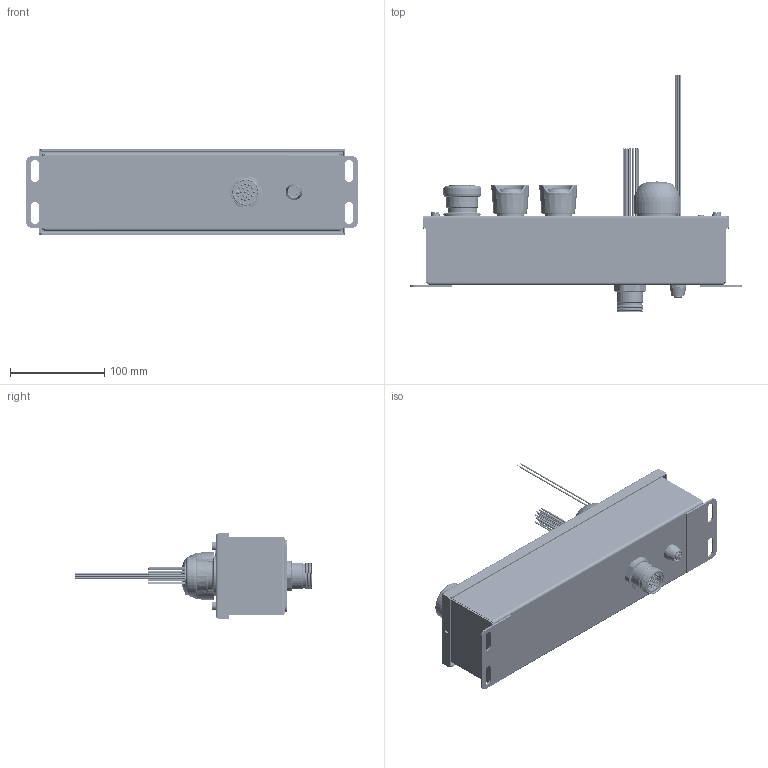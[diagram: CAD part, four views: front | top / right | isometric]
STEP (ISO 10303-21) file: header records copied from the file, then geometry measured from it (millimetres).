
FILE_DESCRIPTION((''),'2;1');
FILE_NAME('201303_ASM','2017-06-02T',('PDMAdmin'),('BANNER ENGINEERING'),'CREO PARAMETRIC BY PTC INC, 2016260','CREO PARAMETRIC BY PTC INC, 2016260','');
FILE_SCHEMA(('CONFIG_CONTROL_DESIGN'));
Length unit declared in the file: inch
Products named in the file (93): SCE-5PB1_AF0; SCE-5PB2_193592; SCE-5PB3; SCE-5PB4; SCE-5PB6; SCE-5PB7; SCE-5PB8; SCE-5PB9; SCE-5PB10; SCE-5PB11; SCE-5PB12; SCE-5PB13; SCE-5PB14; SCE-5PB15; SCE-5PB16; SCE-5PB17; SCE-5PB18; SCE-5PB19; SCE-5PB_193592_AF1_ASM; 193592_ASM; 42206; 179383; 133592; 128008; 08427; 168909; 171611_ASM; 200770_GENERIC; 126458; 41089_NO_ORING; 129626_ASM; 159877_ASM; 189438; 27772; 34385_AF1; 115406_7; 173130; 173126; 22AWG20IN_AF0; 22AWG20IN_AF1 ...
Assembly tree (99 placements, depth 4):
  201303_ASM
    193592_ASM
      SCE-5PB_193592_AF1_ASM
        SCE-5PB1_AF0
        SCE-5PB2_193592
        SCE-5PB3
        SCE-5PB4  x2
        SCE-5PB6
        SCE-5PB7
        SCE-5PB8
        SCE-5PB9
        SCE-5PB10
        SCE-5PB11
        SCE-5PB12
        SCE-5PB13
        SCE-5PB14
        SCE-5PB15
        SCE-5PB16
        SCE-5PB17
        SCE-5PB18
        SCE-5PB19
    42206
    179383  x2
    171611_ASM  x2
      133592
      128008
      08427
      168909
    159877_ASM
      200770_GENERIC
      129626_ASM
        126458
        128008
        41089_NO_ORING
    189438  x4
    27772
    199412_ASM
      34385_AF0_ASM
        34385_AF1
        115406_7
        173130
        173126
        22AWG20IN_AF0
        22AWG20IN_AF1
        22AWG20IN_AF2
        22AWG20IN_AF3
        22AWG20IN_AF4
    199274_ASM
      MIN-19MR-ZZ_ASM
        MIN-XMR3-1-SOLID1
        EPOXY-1-SOLID1
        313G-1-SOLID1
        212M-1-SOLID1
        MIN-19MR-ASSY-ZZ-1_MIN-19MR-INS
        MIN-19MR-ASSY-ZZ-1_MIC3-PIN-C-7
        MIN-19MR-ASSY-ZZ-1_MIC3-PIN-C-3
        MIN-19MR-ASSY-ZZ-1_MIC3-PIN-C-5
        MIN-19MR-ASSY-ZZ-1_MIC3-PIN-C-8
        MIN-19MR-ASSY-ZZ-1_MIC3-PIN-C-6
        MIN-19MR-ASSY-ZZ-1_MIC3-PIN-C-9
Bounding box: 352.43 x 255.65 x 90.49 mm (x, y, z)
Volume: 399042.3 mm3; surface area: 402707.4 mm2
Topology: 93 solids, 93 shells, 4244 faces, 10118 edges, 6329 vertices
Faces by surface type: cylinder 1427, plane 1289, bspline 465, cone 449, extrusion 334, torus 207, sphere 73
Entity records: 173127 total; most frequent: CARTESIAN_POINT 88030, ORIENTED_EDGE 17300, DIRECTION 17008, EDGE_CURVE 8650, AXIS2_PLACEMENT_3D 6463, VERTEX_POINT 5506, EDGE_LOOP 4134, VECTOR 4082
